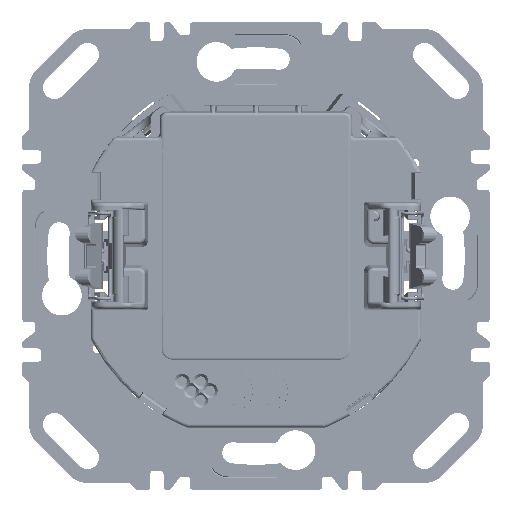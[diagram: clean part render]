
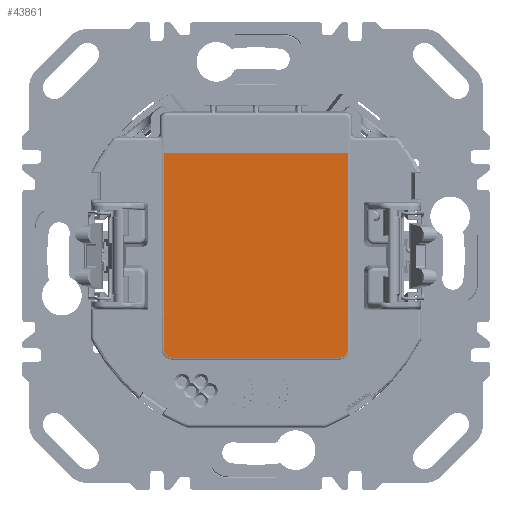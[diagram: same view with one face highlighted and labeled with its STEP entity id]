
A CAD part, front view. The second image highlights one B-rep face of the part: STEP entity #43861.
In plain terms, the highlighted face is planar.
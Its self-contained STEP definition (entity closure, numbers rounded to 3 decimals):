
#30007=DIRECTION('',(-1.,0.,0.));
#30008=VECTOR('',#30007,27.992);
#30009=CARTESIAN_POINT('',(13.996,-15.548,-1.4));
#30010=LINE('122098',#30009,#30008);
#30011=DIRECTION('',(0.,-1.,0.));
#30012=VECTOR('',#30011,29.548);
#30013=CARTESIAN_POINT('',(13.996,14.,-1.4));
#30014=LINE('122105',#30013,#30012);
#30015=CARTESIAN_POINT('',(12.6,14.,-1.4));
#30016=DIRECTION('',(0.,0.,-1.));
#30017=DIRECTION('',(0.,1.,0.));
#30018=AXIS2_PLACEMENT_3D('',#30015,#30016,#30017);
#30020=DIRECTION('',(1.,0.,0.));
#30021=VECTOR('',#30020,25.2);
#30022=CARTESIAN_POINT('',(-12.6,15.396,-1.4));
#30023=LINE('121540',#30022,#30021);
#30024=CARTESIAN_POINT('',(-12.6,14.,-1.4));
#30025=DIRECTION('',(0.,0.,-1.));
#30026=DIRECTION('',(-1.,0.,0.));
#30027=AXIS2_PLACEMENT_3D('',#30024,#30025,#30026);
#30029=DIRECTION('',(0.,1.,0.));
#30030=VECTOR('',#30029,29.548);
#30031=CARTESIAN_POINT('',(-13.996,-15.548,-1.4));
#30032=LINE('122104',#30031,#30030);
#41357=CARTESIAN_POINT('',(-13.996,14.,-1.4));
#41358=CARTESIAN_POINT('',(-12.6,15.396,-1.4));
#41359=VERTEX_POINT('',#41357);
#41360=VERTEX_POINT('',#41358);
#41361=CARTESIAN_POINT('',(12.6,15.396,-1.4));
#41362=VERTEX_POINT('',#41361);
#41363=CARTESIAN_POINT('',(13.996,14.,-1.4));
#41364=VERTEX_POINT('',#41363);
#41369=CARTESIAN_POINT('',(13.996,-15.548,-1.4));
#41370=CARTESIAN_POINT('',(-13.996,-15.548,-1.4));
#41371=VERTEX_POINT('',#41369);
#41372=VERTEX_POINT('',#41370);
#43843=CARTESIAN_POINT('',(14.6,-21.8,-1.4));
#43844=DIRECTION('',(0.,0.,-1.));
#43845=DIRECTION('',(-1.,0.,0.));
#43846=AXIS2_PLACEMENT_3D('',#43843,#43844,#43845);
#43847=PLANE('119251',#43846);
#43849=ORIENTED_EDGE('122098',*,*,#43848,.F.);
#43851=ORIENTED_EDGE('122105',*,*,#43850,.F.);
#43853=ORIENTED_EDGE('121541',*,*,#43852,.F.);
#43855=ORIENTED_EDGE('121540',*,*,#43854,.F.);
#43857=ORIENTED_EDGE('121539',*,*,#43856,.F.);
#43858=ORIENTED_EDGE('122104',*,*,#43803,.F.);
#43859=EDGE_LOOP('119251',(#43849,#43851,#43853,#43855,#43857,#43858));
#43860=FACE_OUTER_BOUND('119251',#43859,.F.);
#43861=ADVANCED_FACE('119251',(#43860),#43847,.T.);
#30019=CIRCLE('121541',#30018,1.396);
#30028=CIRCLE('121539',#30027,1.396);
#43803=EDGE_CURVE('122104',#41372,#41359,#30032,.T.);
#43848=EDGE_CURVE('122098',#41371,#41372,#30010,.T.);
#43850=EDGE_CURVE('122105',#41364,#41371,#30014,.T.);
#43852=EDGE_CURVE('121541',#41362,#41364,#30019,.T.);
#43854=EDGE_CURVE('121540',#41360,#41362,#30023,.T.);
#43856=EDGE_CURVE('121539',#41359,#41360,#30028,.T.);
